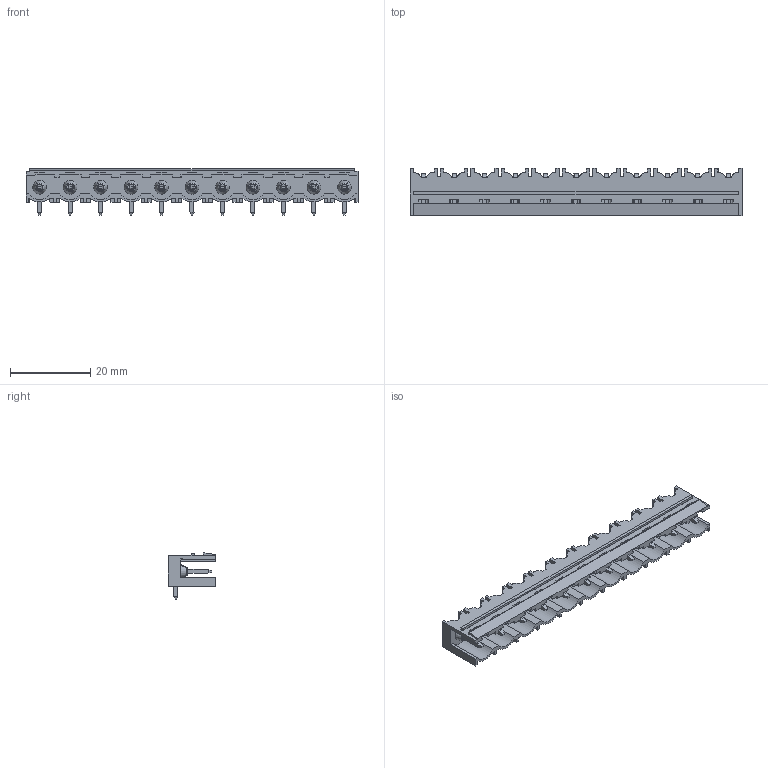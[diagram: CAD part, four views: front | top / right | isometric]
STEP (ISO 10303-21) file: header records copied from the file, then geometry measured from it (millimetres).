
FILE_DESCRIPTION(('CATIA V5 STEP Exchange','CAx-IF Rec.Pracs.--- Model Styling and Organization---1.4--- 2014-01-23'),'2;1');
FILE_NAME ('118008-1_0_1189920000_1189920000.stp','2021-02-15T08:32:17+00:00',('none'),('Weidmueller'),'CATIA Version 5-6 Release 2016 SP3 HF44','CATIA V5 STEP AP214','none');
FILE_SCHEMA(('AUTOMOTIVE_DESIGN { 1 0 10303 214 1 1 1 1 }'));
Length unit declared in the file: millimetre
Products named in the file (1): 1189920000
Bounding box: 83 x 11.75 x 11.6 mm (x, y, z)
Volume: 2788.3 mm3; surface area: 6855.3 mm2
Topology: 12 solids, 12 shells, 733 faces, 2071 edges, 1352 vertices
Faces by surface type: plane 595, cylinder 92, cone 22, torus 22, extrusion 2
Entity records: 21900 total; most frequent: CARTESIAN_POINT 4325, ORIENTED_EDGE 4142, DIRECTION 2800, EDGE_CURVE 2071, VECTOR 1797, LINE 1795, VERTEX_POINT 1352, EDGE_LOOP 767
